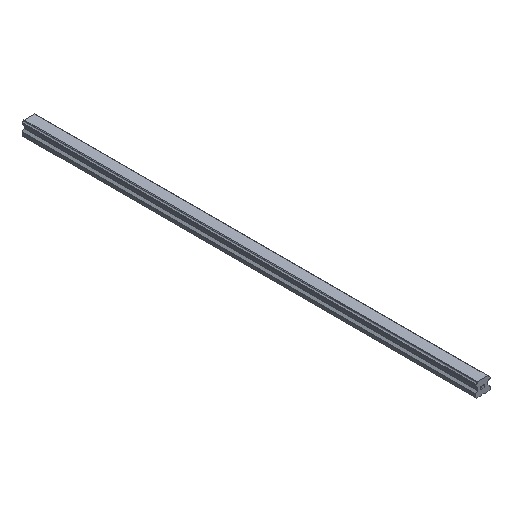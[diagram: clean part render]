
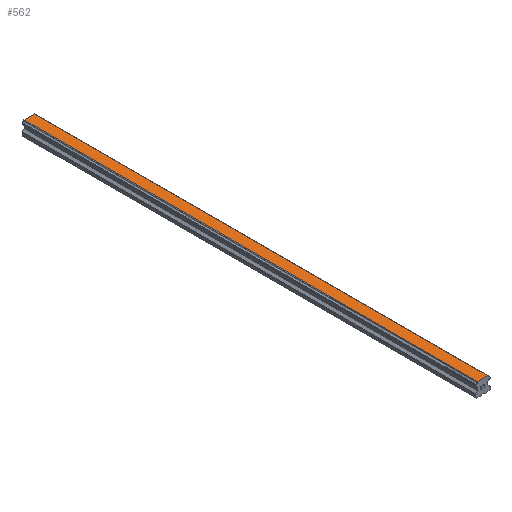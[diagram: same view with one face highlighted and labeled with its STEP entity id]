
A CAD part, isometric view. The second image highlights one B-rep face of the part: STEP entity #562.
In plain terms, the highlighted planar face has unit normal (0, 0, 1).
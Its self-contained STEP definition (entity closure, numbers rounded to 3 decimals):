
#562=ADVANCED_FACE('',(#1145),#1146,.T.);
#1145=FACE_OUTER_BOUND('',#1742,.T.);
#1146=PLANE('',#1743);
#1742=EDGE_LOOP('',(#3514,#3515,#3516,#3517));
#1743=AXIS2_PLACEMENT_3D('',#3518,#3519,#3520);
#3514=ORIENTED_EDGE('',*,*,#4163,.T.);
#3515=ORIENTED_EDGE('',*,*,#4411,.F.);
#3516=ORIENTED_EDGE('',*,*,#4027,.F.);
#3517=ORIENTED_EDGE('',*,*,#4409,.T.);
#3518=CARTESIAN_POINT('',(0.0,730.0,22.));
#3519=DIRECTION('',(0.0,0.0,1.0));
#3520=DIRECTION('',(-1.0,0.0,-0.0));
#4027=EDGE_CURVE('',#4983,#4985,#4986,.T.);
#4163=EDGE_CURVE('',#5212,#5210,#5213,.T.);
#4409=EDGE_CURVE('',#4983,#5212,#5526,.T.);
#4411=EDGE_CURVE('',#4985,#5210,#5528,.T.);
#4983=VERTEX_POINT('',#6272);
#4985=VERTEX_POINT('',#6275);
#4986=LINE('',#6276,#6277);
#5210=VERTEX_POINT('',#6589);
#5212=VERTEX_POINT('',#6592);
#5213=LINE('',#6593,#6594);
#5526=LINE('',#6987,#6988);
#5528=LINE('',#6990,#6991);
#6272=CARTESIAN_POINT('',(-8.3,730.0,22.));
#6275=CARTESIAN_POINT('',(8.3,730.0,22.));
#6276=CARTESIAN_POINT('',(-8.3,730.0,22.));
#6277=VECTOR('',#7480,1.0);
#6589=CARTESIAN_POINT('',(8.3,0.0,22.));
#6592=CARTESIAN_POINT('',(-8.3,0.0,22.));
#6593=CARTESIAN_POINT('',(-8.3,0.0,22.));
#6594=VECTOR('',#7636,1.0);
#6987=CARTESIAN_POINT('',(-8.3,730.0,22.));
#6988=VECTOR('',#7966,1.0);
#6990=CARTESIAN_POINT('',(8.3,730.0,22.));
#6991=VECTOR('',#7967,1.0);
#7480=DIRECTION('',(1.0,0.0,0.0));
#7636=DIRECTION('',(1.0,0.0,0.0));
#7966=DIRECTION('',(0.0,-1.0,0.0));
#7967=DIRECTION('',(0.0,-1.0,0.0));
